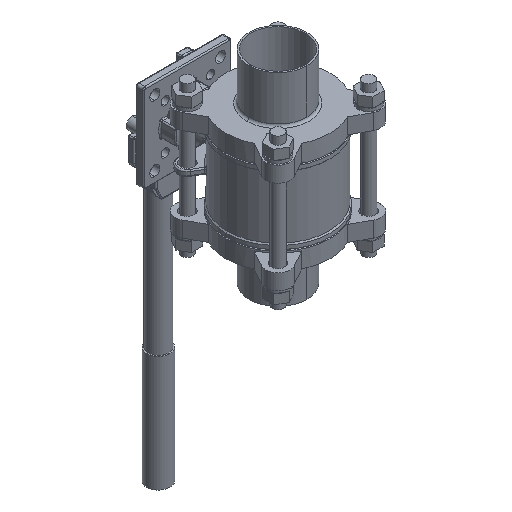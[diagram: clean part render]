
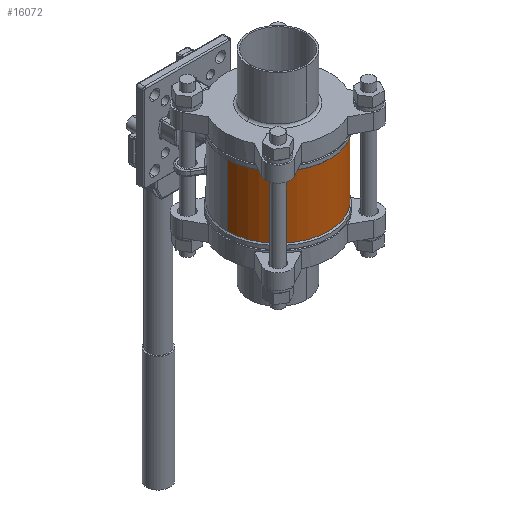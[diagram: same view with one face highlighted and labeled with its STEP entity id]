
A CAD part, isometric view. The second image highlights one B-rep face of the part: STEP entity #16072.
In plain terms, the highlighted cylindrical face has radius 55.88 mm (diameter 111.76 mm), a partial arc.
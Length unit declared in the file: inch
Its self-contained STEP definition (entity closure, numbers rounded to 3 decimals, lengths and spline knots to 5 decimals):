
#725 = VERTEX_POINT ( 'NONE', #15165 ) ;
#1577 = CARTESIAN_POINT ( 'NONE',  ( 2.2, 0., -1.34 ) ) ;
#1833 = VERTEX_POINT ( 'NONE', #5009 ) ;
#2575 = ORIENTED_EDGE ( 'NONE', *, *, #16063, .F. ) ;
#2812 = CARTESIAN_POINT ( 'NONE',  ( 0., 0., 1.34 ) ) ;
#2875 = LINE ( 'NONE', #18527, #11669 ) ;
#3637 = DIRECTION ( 'NONE',  ( 0., 0., 1. ) ) ;
#4056 = AXIS2_PLACEMENT_3D ( 'NONE', #2812, #15861, #4678 ) ;
#4091 = EDGE_LOOP ( 'NONE', ( #13327, #21205, #10812, #2575 ) ) ;
#4678 = DIRECTION ( 'NONE',  ( 1., 0., 0. ) ) ;
#5009 = CARTESIAN_POINT ( 'NONE',  ( 2.2, 0., 1.34 ) ) ;
#7140 = VERTEX_POINT ( 'NONE', #13606 ) ;
#7192 = FACE_OUTER_BOUND ( 'NONE', #4091, .T. ) ;
#8807 = VECTOR ( 'NONE', #20735, 39.37008 ) ;
#9065 = AXIS2_PLACEMENT_3D ( 'NONE', #23386, #12035, #12186 ) ;
#10415 = AXIS2_PLACEMENT_3D ( 'NONE', #22123, #10928, #23994 ) ;
#10812 = ORIENTED_EDGE ( 'NONE', *, *, #19955, .T. ) ;
#10928 = DIRECTION ( 'NONE',  ( 0., 0., 1. ) ) ;
#11669 = VECTOR ( 'NONE', #3637, 39.37008 ) ;
#12035 = DIRECTION ( 'NONE',  ( 0., 0., 1. ) ) ;
#12186 = DIRECTION ( 'NONE',  ( 1., 0., 0. ) ) ;
#13079 = CIRCLE ( 'NONE', #10415, 2.2 ) ;
#13327 = ORIENTED_EDGE ( 'NONE', *, *, #21891, .F. ) ;
#13606 = CARTESIAN_POINT ( 'NONE',  ( -2.2, 0., 1.34 ) ) ;
#13677 = EDGE_CURVE ( 'NONE', #725, #19563, #13079, .T. ) ;
#15165 = CARTESIAN_POINT ( 'NONE',  ( -2.2, 0., -1.34 ) ) ;
#15861 = DIRECTION ( 'NONE',  ( 0., 0., 1. ) ) ;
#16063 = EDGE_CURVE ( 'NONE', #7140, #1833, #17727, .T. ) ;
#16072 = ADVANCED_FACE ( 'NONE', ( #7192 ), #21509, .T. ) ;
#17727 = CIRCLE ( 'NONE', #4056, 2.2 ) ;
#18527 = CARTESIAN_POINT ( 'NONE',  ( -2.2, 0., 0. ) ) ;
#18870 = CARTESIAN_POINT ( 'NONE',  ( 2.2, 0., 0. ) ) ;
#19563 = VERTEX_POINT ( 'NONE', #1577 ) ;
#19955 = EDGE_CURVE ( 'NONE', #19563, #1833, #23718, .T. ) ;
#20735 = DIRECTION ( 'NONE',  ( 0., 0., 1. ) ) ;
#21205 = ORIENTED_EDGE ( 'NONE', *, *, #13677, .T. ) ;
#21509 = CYLINDRICAL_SURFACE ( 'NONE', #9065, 2.2 ) ;
#21891 = EDGE_CURVE ( 'NONE', #725, #7140, #2875, .T. ) ;
#22123 = CARTESIAN_POINT ( 'NONE',  ( 0., 0., -1.34 ) ) ;
#23386 = CARTESIAN_POINT ( 'NONE',  ( 0., 0., 0. ) ) ;
#23718 = LINE ( 'NONE', #18870, #8807 ) ;
#23994 = DIRECTION ( 'NONE',  ( 1., 0., 0. ) ) ;
